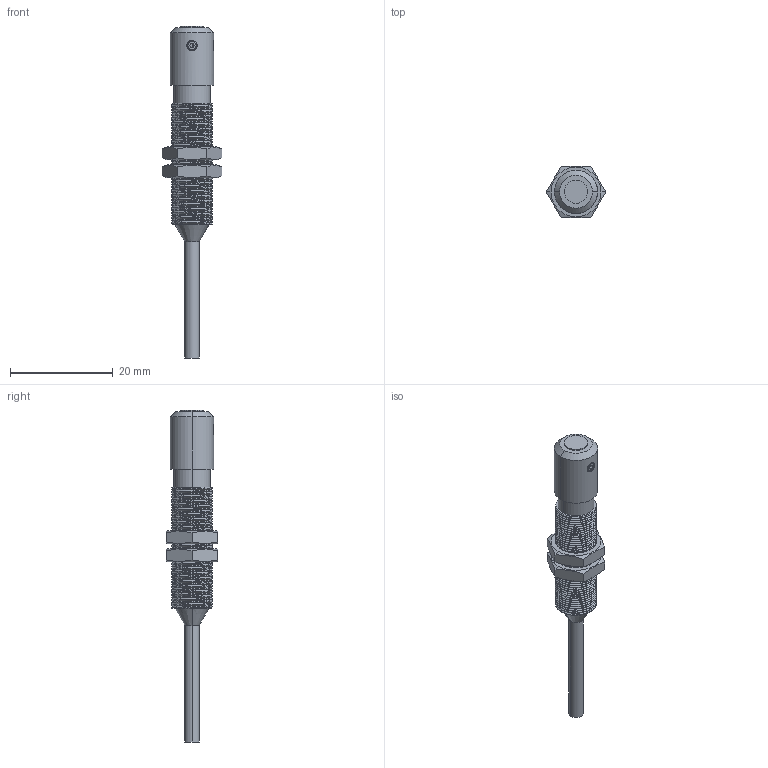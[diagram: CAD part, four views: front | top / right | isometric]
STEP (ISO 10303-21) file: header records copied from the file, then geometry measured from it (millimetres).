
FILE_DESCRIPTION((''),'2;1');
FILE_NAME('MR-T8B-__ASM','2018-02-01T',('Gavin'),(''),'PRO/ENGINEER BY PARAMETRIC TECHNOLOGY CORPORATION, 2009440','PRO/ENGINEER BY PARAMETRIC TECHNOLOGY CORPORATION, 2009440','');
FILE_SCHEMA(('CONFIG_CONTROL_DESIGN'));
Length unit declared in the file: millimetre
Products named in the file (6): ____-____1; _M6-_________-_____1_-2716; _M6-_________-_____1_-8359; PRT0001; MR-T8B-_________ASM; MR-T8B-__ASM
Assembly tree (6 placements, depth 3):
  MR-T8B-__ASM
    MR-T8B-_________ASM
      ____-____1
      _M6-_________-_____1_-2716
      _M6-_________-_____1_-8359
      PRT0001  x2
Bounding box: 11.55 x 10 x 64.52 mm (x, y, z)
Volume: 2243.5 mm3; surface area: 2130.1 mm2
Topology: 5 solids, 5 shells, 162 faces, 432 edges, 283 vertices
Faces by surface type: cylinder 122, plane 26, cone 12, bspline 2
Entity records: 21193 total; most frequent: CARTESIAN_POINT 17522, ORIENTED_EDGE 840, DIRECTION 579, EDGE_CURVE 420, VERTEX_POINT 275, B_SPLINE_CURVE_WITH_KNOTS 231, AXIS2_PLACEMENT_3D 219, EDGE_LOOP 167
